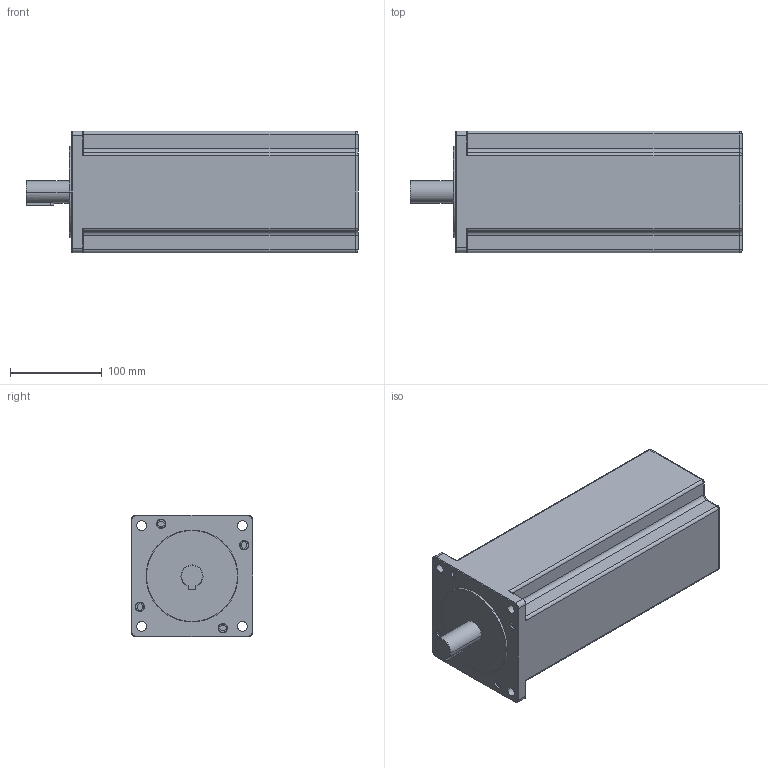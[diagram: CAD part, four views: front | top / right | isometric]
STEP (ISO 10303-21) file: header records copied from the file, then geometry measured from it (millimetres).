
FILE_DESCRIPTION((''),'2;1');
FILE_NAME('PRT0001','2017-04-07T',('Administrator'),(''),'PRO/ENGINEER BY PARAMETRIC TECHNOLOGY CORPORATION, 2010100','PRO/ENGINEER BY PARAMETRIC TECHNOLOGY CORPORATION, 2010100','');
FILE_SCHEMA(('CONFIG_CONTROL_DESIGN'));
Length unit declared in the file: millimetre
Products named in the file (1): PRT0001
Bounding box: 361 x 132 x 132 mm (x, y, z)
Volume: 4799943.8 mm3; surface area: 198605.2 mm2
Topology: 1 solids, 1 shells, 173 faces, 397 edges, 240 vertices
Faces by surface type: cylinder 78, plane 60, torus 18, bspline 8, sphere 8, cone 1
Entity records: 5778 total; most frequent: CARTESIAN_POINT 1758, DIRECTION 876, ORIENTED_EDGE 794, EDGE_CURVE 397, AXIS2_PLACEMENT_3D 334, VERTEX_POINT 240, VECTOR 208, LINE 208
